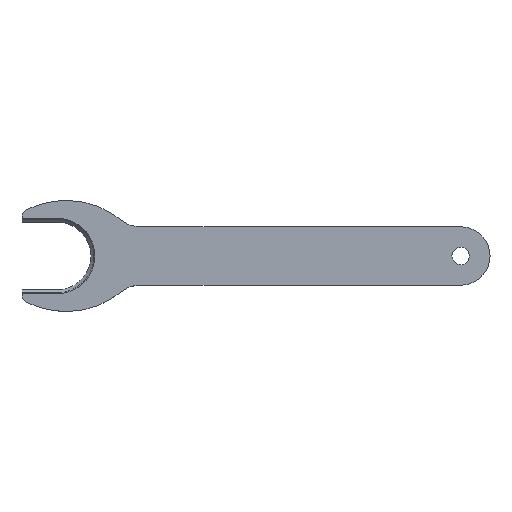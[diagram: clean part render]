
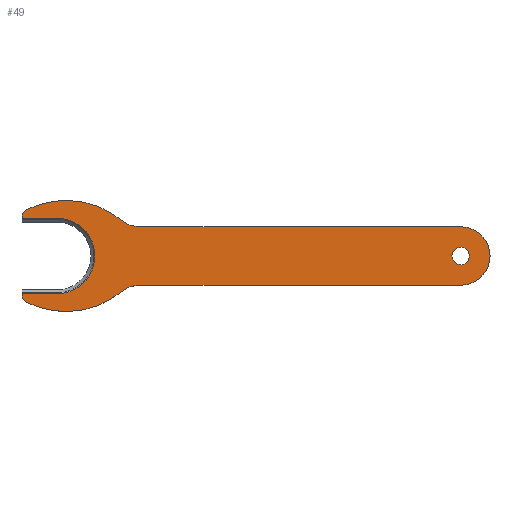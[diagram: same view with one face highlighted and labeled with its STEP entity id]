
A CAD part, top view. The second image highlights one B-rep face of the part: STEP entity #49.
In plain terms, the highlighted planar face has unit normal (0, 0, 1).
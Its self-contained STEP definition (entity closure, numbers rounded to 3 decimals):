
#49 = ADVANCED_FACE( '', ( #113, #114 ), #115, .T. );
#113 = FACE_OUTER_BOUND( '', #192, .T. );
#114 = FACE_BOUND( '', #193, .T. );
#115 = PLANE( '', #194 );
#192 = EDGE_LOOP( '', ( #270, #271, #272, #273, #274, #275, #276, #277, #278, #279, #280, #281, #282, #283 ) );
#193 = EDGE_LOOP( '', ( #284 ) );
#194 = AXIS2_PLACEMENT_3D( '', #285, #286, #287 );
#270 = ORIENTED_EDGE( '', *, *, #475, .F. );
#271 = ORIENTED_EDGE( '', *, *, #473, .T. );
#272 = ORIENTED_EDGE( '', *, *, #476, .T. );
#273 = ORIENTED_EDGE( '', *, *, #477, .T. );
#274 = ORIENTED_EDGE( '', *, *, #478, .F. );
#275 = ORIENTED_EDGE( '', *, *, #479, .T. );
#276 = ORIENTED_EDGE( '', *, *, #480, .F. );
#277 = ORIENTED_EDGE( '', *, *, #481, .F. );
#278 = ORIENTED_EDGE( '', *, *, #482, .F. );
#279 = ORIENTED_EDGE( '', *, *, #483, .F. );
#280 = ORIENTED_EDGE( '', *, *, #484, .F. );
#281 = ORIENTED_EDGE( '', *, *, #485, .F. );
#282 = ORIENTED_EDGE( '', *, *, #486, .F. );
#283 = ORIENTED_EDGE( '', *, *, #487, .T. );
#284 = ORIENTED_EDGE( '', *, *, #488, .F. );
#285 = CARTESIAN_POINT( '', ( 28.278, 20., 2. ) );
#286 = DIRECTION( '', ( 0., 0., 1. ) );
#287 = DIRECTION( '', ( 1., 0., 0. ) );
#473 = EDGE_CURVE( '', #552, #556, #558, .T. );
#475 = EDGE_CURVE( '', #552, #560, #561, .T. );
#476 = EDGE_CURVE( '', #556, #562, #563, .F. );
#477 = EDGE_CURVE( '', #562, #564, #565, .T. );
#478 = EDGE_CURVE( '', #566, #564, #567, .T. );
#479 = EDGE_CURVE( '', #566, #568, #569, .T. );
#480 = EDGE_CURVE( '', #570, #568, #571, .T. );
#481 = EDGE_CURVE( '', #572, #570, #573, .T. );
#482 = EDGE_CURVE( '', #574, #572, #575, .T. );
#483 = EDGE_CURVE( '', #576, #574, #577, .T. );
#484 = EDGE_CURVE( '', #578, #576, #579, .T. );
#485 = EDGE_CURVE( '', #580, #578, #581, .T. );
#486 = EDGE_CURVE( '', #582, #580, #583, .T. );
#487 = EDGE_CURVE( '', #582, #560, #584, .T. );
#488 = EDGE_CURVE( '', #585, #585, #586, .T. );
#552 = VERTEX_POINT( '', #671 );
#556 = VERTEX_POINT( '', #677 );
#558 = LINE( '', #680, #681 );
#560 = VERTEX_POINT( '', #683 );
#561 = LINE( '', #684, #685 );
#562 = VERTEX_POINT( '', #686 );
#563 = CIRCLE( '', #687, 12.9 );
#564 = VERTEX_POINT( '', #688 );
#565 = LINE( '', #689, #690 );
#566 = VERTEX_POINT( '', #691 );
#567 = LINE( '', #692, #693 );
#568 = VERTEX_POINT( '', #694 );
#569 = CIRCLE( '', #695, 3. );
#570 = VERTEX_POINT( '', #696 );
#571 = CIRCLE( '', #697, 30. );
#572 = VERTEX_POINT( '', #698 );
#573 = CIRCLE( '', #699, 10. );
#574 = VERTEX_POINT( '', #700 );
#575 = LINE( '', #701, #702 );
#576 = VERTEX_POINT( '', #703 );
#577 = CIRCLE( '', #704, 10. );
#578 = VERTEX_POINT( '', #705 );
#579 = LINE( '', #706, #707 );
#580 = VERTEX_POINT( '', #708 );
#581 = CIRCLE( '', #709, 10. );
#582 = VERTEX_POINT( '', #710 );
#583 = CIRCLE( '', #711, 30. );
#584 = CIRCLE( '', #712, 3. );
#585 = VERTEX_POINT( '', #713 );
#586 = CIRCLE( '', #714, 3. );
#671 = CARTESIAN_POINT( '', ( -12., 12.9, 2. ) );
#677 = CARTESIAN_POINT( '', ( 0., 12.9, 2. ) );
#680 = CARTESIAN_POINT( '', ( 28.278, 12.9, 2. ) );
#681 = VECTOR( '', #829, 1000. );
#683 = CARTESIAN_POINT( '', ( -12., 13.187, 2. ) );
#684 = CARTESIAN_POINT( '', ( -12., 14.981, 2. ) );
#685 = VECTOR( '', #830, 1000. );
#686 = CARTESIAN_POINT( '', ( 0., -12.9, 2. ) );
#687 = AXIS2_PLACEMENT_3D( '', #831, #832, #833 );
#688 = CARTESIAN_POINT( '', ( -12., -12.9, 2. ) );
#689 = CARTESIAN_POINT( '', ( 28.278, -12.9, 2. ) );
#690 = VECTOR( '', #834, 1000. );
#691 = CARTESIAN_POINT( '', ( -12., -13.187, 2. ) );
#692 = CARTESIAN_POINT( '', ( -12., -11.6, 2. ) );
#693 = VECTOR( '', #835, 1000. );
#694 = CARTESIAN_POINT( '', ( -10.333, -15.874, 2. ) );
#695 = AXIS2_PLACEMENT_3D( '', #836, #837, #838 );
#696 = CARTESIAN_POINT( '', ( 21.959, -12.25, 2. ) );
#697 = AXIS2_PLACEMENT_3D( '', #839, #840, #841 );
#698 = CARTESIAN_POINT( '', ( 28.278, -10., 2. ) );
#699 = AXIS2_PLACEMENT_3D( '', #842, #843, #844 );
#700 = CARTESIAN_POINT( '', ( 138., -10., 2. ) );
#701 = CARTESIAN_POINT( '', ( 138., -10., 2. ) );
#702 = VECTOR( '', #845, 1000. );
#703 = CARTESIAN_POINT( '', ( 138., 10., 2. ) );
#704 = AXIS2_PLACEMENT_3D( '', #846, #847, #848 );
#705 = CARTESIAN_POINT( '', ( 28.278, 10., 2. ) );
#706 = CARTESIAN_POINT( '', ( 28.278, 10., 2. ) );
#707 = VECTOR( '', #849, 1000. );
#708 = CARTESIAN_POINT( '', ( 21.959, 12.25, 2. ) );
#709 = AXIS2_PLACEMENT_3D( '', #850, #851, #852 );
#710 = CARTESIAN_POINT( '', ( -10.333, 15.874, 2. ) );
#711 = AXIS2_PLACEMENT_3D( '', #853, #854, #855 );
#712 = AXIS2_PLACEMENT_3D( '', #856, #857, #858 );
#713 = CARTESIAN_POINT( '', ( 141., 0., 2. ) );
#714 = AXIS2_PLACEMENT_3D( '', #859, #860, #861 );
#829 = DIRECTION( '', ( 1., 0., 0. ) );
#830 = DIRECTION( '', ( 0., 1., 0. ) );
#831 = CARTESIAN_POINT( '', ( 0., 0., 2. ) );
#832 = DIRECTION( '', ( 0., 0., 1. ) );
#833 = DIRECTION( '', ( 1., 0., 0. ) );
#834 = DIRECTION( '', ( -1., 0., 0. ) );
#835 = DIRECTION( '', ( 0., 1., 0. ) );
#836 = CARTESIAN_POINT( '', ( -9., -13.187, 2. ) );
#837 = DIRECTION( '', ( 0., 0., 1. ) );
#838 = DIRECTION( '', ( 1., 0., 0. ) );
#839 = CARTESIAN_POINT( '', ( 3., 11., 2. ) );
#840 = DIRECTION( '', ( 0., 0., -1. ) );
#841 = DIRECTION( '', ( 1., 0., 0. ) );
#842 = CARTESIAN_POINT( '', ( 28.278, -20., 2. ) );
#843 = DIRECTION( '', ( 0., 0., 1. ) );
#844 = DIRECTION( '', ( 1., 0., 0. ) );
#845 = DIRECTION( '', ( -1., 0., 0. ) );
#846 = CARTESIAN_POINT( '', ( 138., 0., 2. ) );
#847 = DIRECTION( '', ( 0., 0., -1. ) );
#848 = DIRECTION( '', ( -1., 0., 0. ) );
#849 = DIRECTION( '', ( 1., 0., 0. ) );
#850 = CARTESIAN_POINT( '', ( 28.278, 20., 2. ) );
#851 = DIRECTION( '', ( 0., 0., 1. ) );
#852 = DIRECTION( '', ( 1., 0., 0. ) );
#853 = CARTESIAN_POINT( '', ( 3., -11., 2. ) );
#854 = DIRECTION( '', ( 0., 0., -1. ) );
#855 = DIRECTION( '', ( 1., 0., 0. ) );
#856 = CARTESIAN_POINT( '', ( -9., 13.187, 2. ) );
#857 = DIRECTION( '', ( 0., 0., 1. ) );
#858 = DIRECTION( '', ( 1., 0., 0. ) );
#859 = CARTESIAN_POINT( '', ( 138., 0., 2. ) );
#860 = DIRECTION( '', ( 0., 0., 1. ) );
#861 = DIRECTION( '', ( 1., 0., 0. ) );
